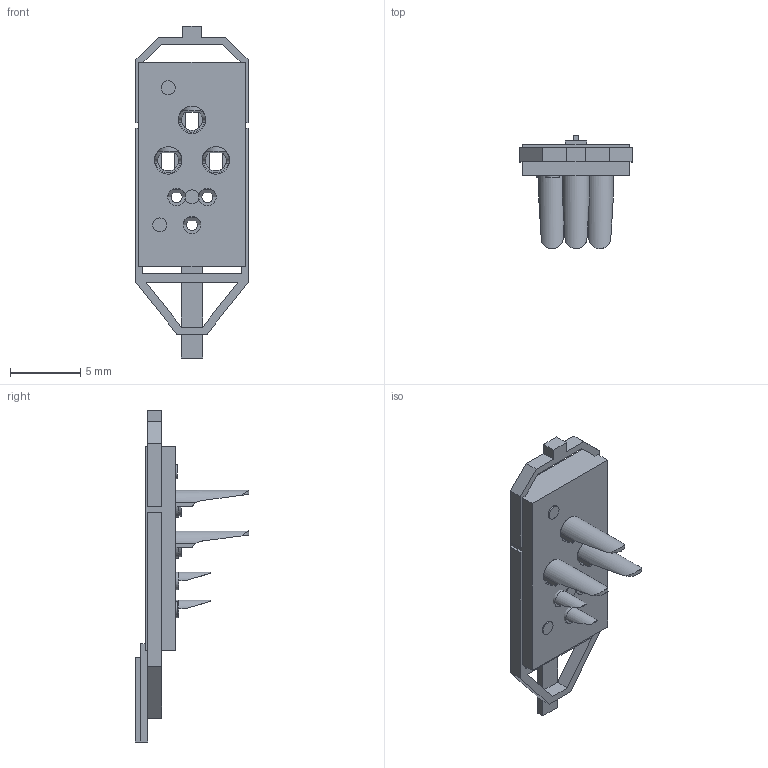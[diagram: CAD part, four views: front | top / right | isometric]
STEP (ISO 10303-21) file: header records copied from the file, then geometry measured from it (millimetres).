
FILE_DESCRIPTION(('FreeCAD Model'),'2;1');
FILE_NAME('Open CASCADE Shape Model','2024-01-26T13:52:50',('FreeCAD'),( 'FreeCAD'),'Open CASCADE STEP processor 7.5','FreeCAD','Unknown');
FILE_SCHEMA(('AUTOMOTIVE_DESIGN { 1 0 10303 214 1 1 1 1 }'));
Length unit declared in the file: millimetre
Products named in the file (1): Open CASCADE STEP translator 7.5 1
Bounding box: 8 x 8.1 x 23.7 mm (x, y, z)
Volume: 167.4 mm3; surface area: 664.7 mm2
Topology: 10 solids, 10 shells, 239 faces, 625 edges, 394 vertices
Faces by surface type: plane 200, cylinder 36, extrusion 3
Full cylindrical faces by diameter (mm): 1 x9, 1.25 x3, 1.5 x3, 1.95 x3
Entity records: 18301 total; most frequent: CARTESIAN_POINT 5911, DIRECTION 2265, VECTOR 1518, LINE 1515, ORIENTED_EDGE 1250, PCURVE 1250, DEFINITIONAL_REPRESENTATION 1250, EDGE_CURVE 625
